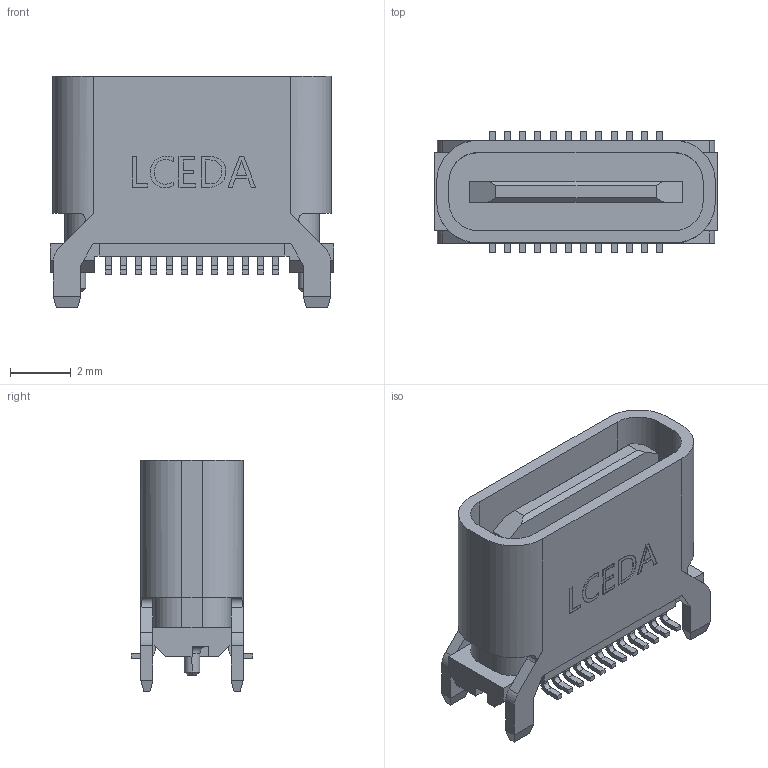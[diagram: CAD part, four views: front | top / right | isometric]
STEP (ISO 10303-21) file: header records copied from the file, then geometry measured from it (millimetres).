
FILE_DESCRIPTION (( 'STEP AP214' ), '1' );
FILE_NAME ('USB-C-SMD_GT-USB-7061.step', '2022-07-15T09:13:33', ( '' ), ( '' ), 'SwSTEP 2.0', 'SolidWorks 2020', '' );
FILE_SCHEMA (( 'AUTOMOTIVE_DESIGN' ));
Length unit declared in the file: millimetre
Products named in the file (1): USB-C-SMD_GT-USB-7061
Bounding box: 9.3 x 4 x 7.6 mm (x, y, z)
Volume: 113.9 mm3; surface area: 449.2 mm2
Topology: 15 solids, 15 shells, 632 faces, 1689 edges, 1118 vertices
Faces by surface type: plane 442, bspline 112, cylinder 72, cone 4, torus 2
Entity records: 27244 total; most frequent: CARTESIAN_POINT 5592, ORIENTED_EDGE 3378, DIRECTION 2645, EDGE_CURVE 1689, LINE 1303, VECTOR 1303, VERTEX_POINT 1118, EDGE_LOOP 677
